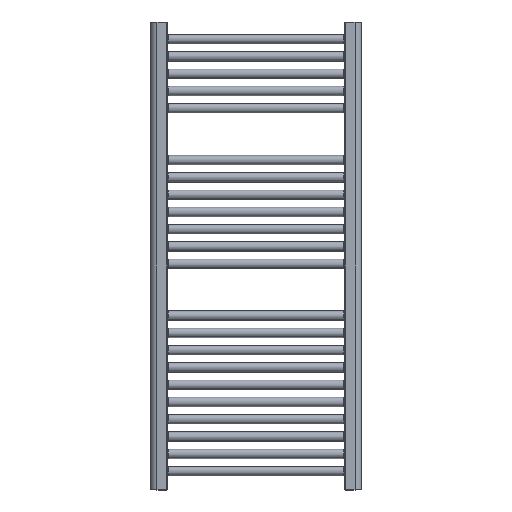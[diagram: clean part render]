
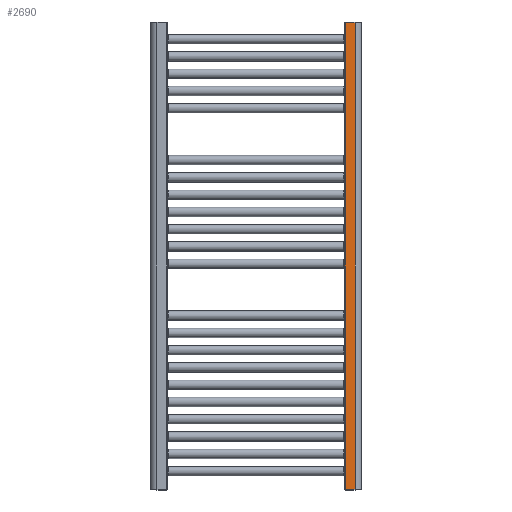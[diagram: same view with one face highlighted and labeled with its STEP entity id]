
A CAD part, top view. The second image highlights one B-rep face of the part: STEP entity #2690.
In plain terms, the highlighted face is planar.
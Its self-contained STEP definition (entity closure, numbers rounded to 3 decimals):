
#1363=DIRECTION('',(0.,1.,0.));
#1364=VECTOR('',#1363,23.05);
#1365=CARTESIAN_POINT('',(15.,2.,0.));
#1366=LINE('',#1365,#1364);
#1666=DIRECTION('',(0.,0.,1.));
#1667=VECTOR('',#1666,1107.);
#1668=CARTESIAN_POINT('',(15.,25.05,0.));
#1669=LINE('',#1668,#1667);
#1670=DIRECTION('',(0.,0.,1.));
#1671=VECTOR('',#1670,1107.);
#1672=CARTESIAN_POINT('',(15.,2.,0.));
#1673=LINE('',#1672,#1671);
#1705=DIRECTION('',(0.,1.,0.));
#1706=VECTOR('',#1705,23.05);
#1707=CARTESIAN_POINT('',(15.,2.,1107.));
#1708=LINE('',#1707,#1706);
#2182=CARTESIAN_POINT('',(15.,2.,0.));
#2183=CARTESIAN_POINT('',(15.,25.05,0.));
#2184=VERTEX_POINT('',#2182);
#2185=VERTEX_POINT('',#2183);
#2198=CARTESIAN_POINT('',(15.,2.,1107.));
#2199=CARTESIAN_POINT('',(15.,25.05,1107.));
#2200=VERTEX_POINT('',#2198);
#2201=VERTEX_POINT('',#2199);
#2677=CARTESIAN_POINT('',(15.,2.,0.));
#2678=DIRECTION('',(1.,0.,0.));
#2679=DIRECTION('',(0.,1.,0.));
#2680=AXIS2_PLACEMENT_3D('',#2677,#2678,#2679);
#2681=PLANE('',#2680);
#2682=ORIENTED_EDGE('',*,*,#2427,.F.);
#2684=ORIENTED_EDGE('',*,*,#2683,.T.);
#2686=ORIENTED_EDGE('',*,*,#2685,.T.);
#2687=ORIENTED_EDGE('',*,*,#2669,.F.);
#2688=EDGE_LOOP('',(#2682,#2684,#2686,#2687));
#2689=FACE_OUTER_BOUND('',#2688,.F.);
#2427=EDGE_CURVE('',#2184,#2185,#1366,.T.);
#2669=EDGE_CURVE('',#2185,#2201,#1669,.T.);
#2683=EDGE_CURVE('',#2184,#2200,#1673,.T.);
#2685=EDGE_CURVE('',#2200,#2201,#1708,.T.);
#2690=ADVANCED_FACE('',(#2689),#2681,.T.);
